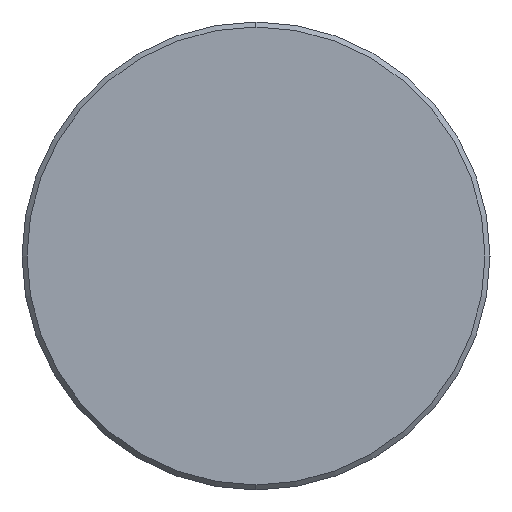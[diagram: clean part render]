
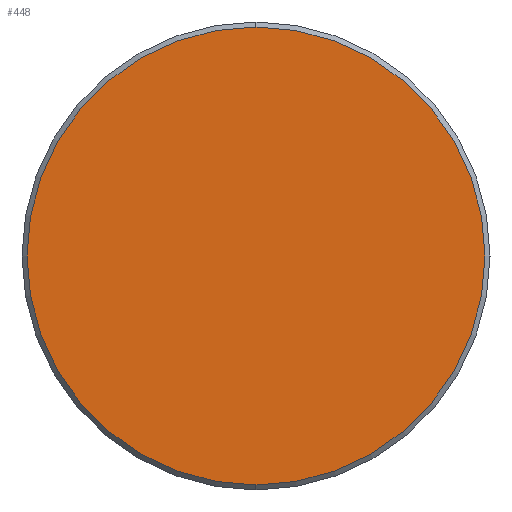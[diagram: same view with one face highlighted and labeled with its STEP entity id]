
A CAD part, left-side view. The second image highlights one B-rep face of the part: STEP entity #448.
In plain terms, the highlighted planar face has unit normal (-1, 0, 0).
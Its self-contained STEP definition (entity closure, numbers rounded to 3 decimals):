
#102 = DIRECTION ( 'NONE',  ( 0., 0., 1. ) ) ;
#107 = DIRECTION ( 'NONE',  ( 0., 0., 1. ) ) ;
#156 = AXIS2_PLACEMENT_3D ( 'NONE', #164, #532, #102 ) ;
#164 = CARTESIAN_POINT ( 'NONE',  ( 0., 0., 0. ) ) ;
#184 = DIRECTION ( 'NONE',  ( 0., 0., -1. ) ) ;
#188 = CARTESIAN_POINT ( 'NONE',  ( 0., 0., 0. ) ) ;
#195 = PLANE ( 'NONE',  #616 ) ;
#200 = VERTEX_POINT ( 'NONE', #634 ) ;
#225 = FACE_OUTER_BOUND ( 'NONE', #447, .T. ) ;
#260 = AXIS2_PLACEMENT_3D ( 'NONE', #596, #487, #107 ) ;
#275 = EDGE_CURVE ( 'NONE', #200, #404, #702, .T. ) ;
#299 = CARTESIAN_POINT ( 'NONE',  ( 0., 0., 13.7 ) ) ;
#404 = VERTEX_POINT ( 'NONE', #299 ) ;
#447 = EDGE_LOOP ( 'NONE', ( #469, #553 ) ) ;
#448 = ADVANCED_FACE ( 'NONE', ( #225 ), #195, .F. ) ;
#469 = ORIENTED_EDGE ( 'NONE', *, *, #275, .T. ) ;
#481 = CIRCLE ( 'NONE', #156, 13.7 ) ;
#487 = DIRECTION ( 'NONE',  ( -1., 0., 0. ) ) ;
#532 = DIRECTION ( 'NONE',  ( -1., 0., 0. ) ) ;
#553 = ORIENTED_EDGE ( 'NONE', *, *, #575, .T. ) ;
#554 = DIRECTION ( 'NONE',  ( 1., 0., 0. ) ) ;
#575 = EDGE_CURVE ( 'NONE', #404, #200, #481, .T. ) ;
#596 = CARTESIAN_POINT ( 'NONE',  ( 0., 0., 0. ) ) ;
#616 = AXIS2_PLACEMENT_3D ( 'NONE', #188, #554, #184 ) ;
#634 = CARTESIAN_POINT ( 'NONE',  ( 0., 0., -13.7 ) ) ;
#702 = CIRCLE ( 'NONE', #260, 13.7 ) ;
